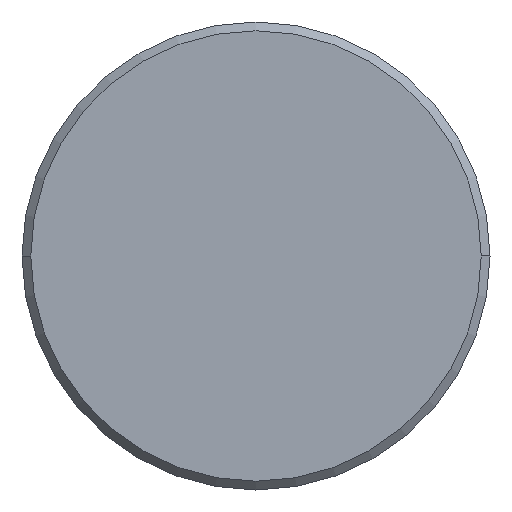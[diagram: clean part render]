
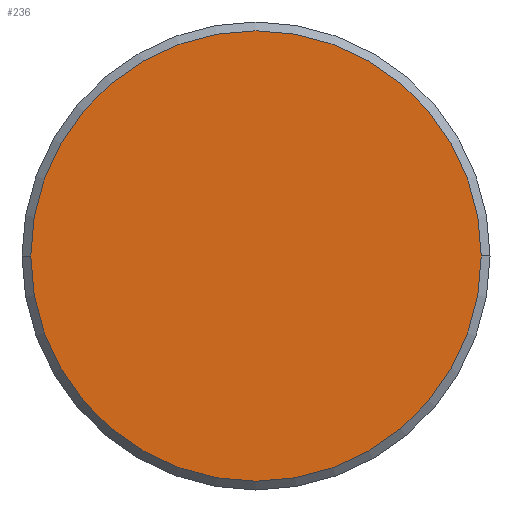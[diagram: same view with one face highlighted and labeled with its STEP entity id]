
A CAD part, left-side view. The second image highlights one B-rep face of the part: STEP entity #236.
In plain terms, the highlighted planar face has unit normal (-1, 0, 0).
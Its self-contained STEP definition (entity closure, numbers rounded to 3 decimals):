
#15 = DIRECTION ( 'NONE',  ( 0., 1., 0. ) ) ;
#17 = VERTEX_POINT ( 'NONE', #274 ) ;
#18 = ORIENTED_EDGE ( 'NONE', *, *, #179, .F. ) ;
#36 = DIRECTION ( 'NONE',  ( 1., 0., 0. ) ) ;
#37 = AXIS2_PLACEMENT_3D ( 'NONE', #171, #36, #88 ) ;
#38 = CIRCLE ( 'NONE', #130, 7.7 ) ;
#84 = EDGE_CURVE ( 'NONE', #139, #17, #123, .T. ) ;
#88 = DIRECTION ( 'NONE',  ( 0., 1., 0. ) ) ;
#123 = CIRCLE ( 'NONE', #37, 7.7 ) ;
#130 = AXIS2_PLACEMENT_3D ( 'NONE', #305, #151, #15 ) ;
#139 = VERTEX_POINT ( 'NONE', #180 ) ;
#143 = ORIENTED_EDGE ( 'NONE', *, *, #84, .F. ) ;
#151 = DIRECTION ( 'NONE',  ( 1., 0., 0. ) ) ;
#160 = DIRECTION ( 'NONE',  ( -1., 0., 0. ) ) ;
#171 = CARTESIAN_POINT ( 'NONE',  ( -59., 0., 0. ) ) ;
#179 = EDGE_CURVE ( 'NONE', #17, #139, #38, .T. ) ;
#180 = CARTESIAN_POINT ( 'NONE',  ( -59., 7.7, 0. ) ) ;
#186 = DIRECTION ( 'NONE',  ( 0., -1., 0. ) ) ;
#209 = FACE_OUTER_BOUND ( 'NONE', #251, .T. ) ;
#236 = ADVANCED_FACE ( 'NONE', ( #209 ), #259, .T. ) ;
#251 = EDGE_LOOP ( 'NONE', ( #143, #18 ) ) ;
#257 = AXIS2_PLACEMENT_3D ( 'NONE', #260, #160, #186 ) ;
#259 = PLANE ( 'NONE',  #257 ) ;
#260 = CARTESIAN_POINT ( 'NONE',  ( -59., 0., 0. ) ) ;
#274 = CARTESIAN_POINT ( 'NONE',  ( -59., -7.7, 0. ) ) ;
#305 = CARTESIAN_POINT ( 'NONE',  ( -59., 0., 0. ) ) ;
